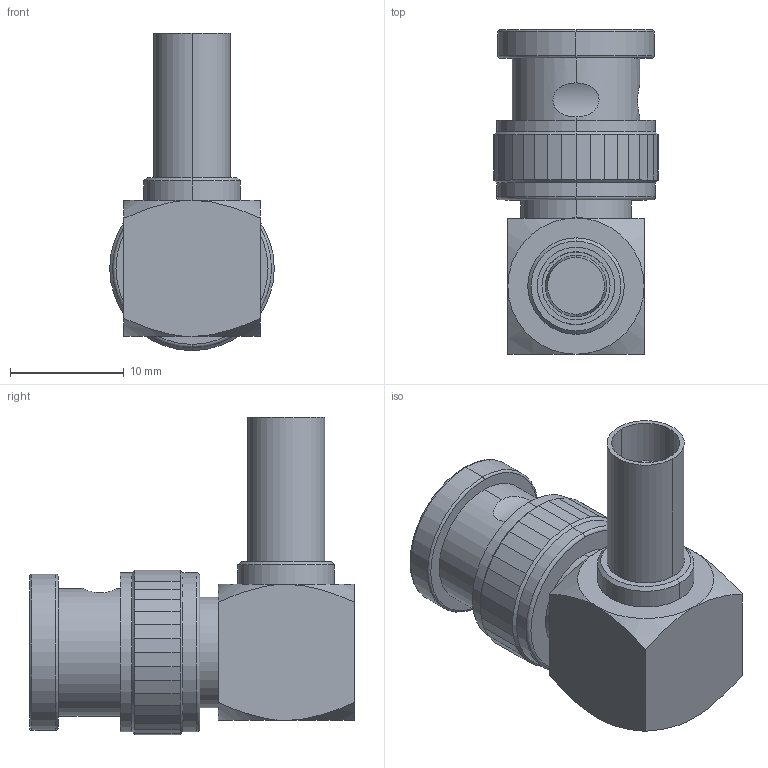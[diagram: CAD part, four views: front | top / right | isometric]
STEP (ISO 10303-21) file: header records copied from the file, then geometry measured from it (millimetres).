
FILE_DESCRIPTION((''),'2;1');
FILE_NAME('PRT0001','2021-09-06T',('Administrator'),(''),'PRO/ENGINEER BY PARAMETRIC TECHNOLOGY CORPORATION, 2012090','PRO/ENGINEER BY PARAMETRIC TECHNOLOGY CORPORATION, 2012090','');
FILE_SCHEMA(('CONFIG_CONTROL_DESIGN'));
Length unit declared in the file: millimetre
Products named in the file (1): PRT0001
Bounding box: 14.5 x 28.6 x 27.95 mm (x, y, z)
Volume: 3819.8 mm3; surface area: 3211.5 mm2
Topology: 2 solids, 2 shells, 165 faces, 411 edges, 257 vertices
Faces by surface type: plane 85, cylinder 44, cone 24, torus 12
Entity records: 5479 total; most frequent: CARTESIAN_POINT 1652, ORIENTED_EDGE 822, DIRECTION 742, EDGE_CURVE 411, AXIS2_PLACEMENT_3D 288, VERTEX_POINT 257, EDGE_LOOP 176, VECTOR 166
